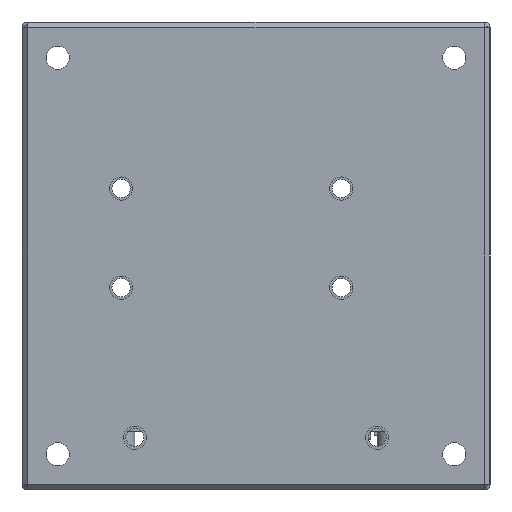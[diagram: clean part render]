
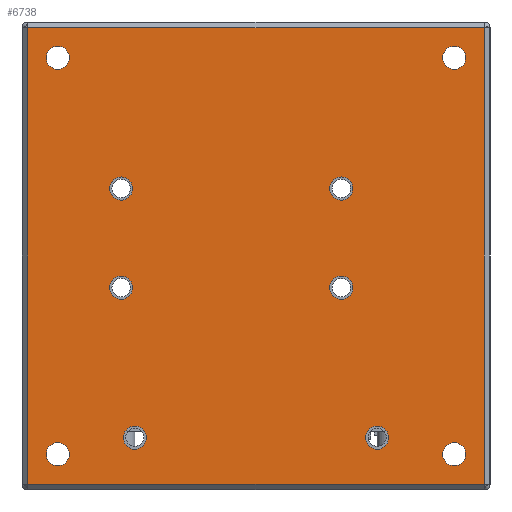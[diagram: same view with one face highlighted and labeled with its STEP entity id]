
A CAD part, left-side view. The second image highlights one B-rep face of the part: STEP entity #6738.
In plain terms, the highlighted face is planar.
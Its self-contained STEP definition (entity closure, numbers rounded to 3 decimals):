
#6462 = VERTEX_POINT('',#6463);
#6463 = CARTESIAN_POINT('',(41.5,0.,82.5));
#6469 = EDGE_CURVE('',#6462,#6470,#6472,.T.);
#6470 = VERTEX_POINT('',#6471);
#6471 = CARTESIAN_POINT('',(-41.5,0.,82.5));
#6472 = LINE('',#6473,#6474);
#6473 = CARTESIAN_POINT('',(41.5,0.,82.5));
#6474 = VECTOR('',#6475,1.);
#6475 = DIRECTION('',(-1.,-0.,-0.));
#6738 = ADVANCED_FACE('',(#6739,#6764,#6775,#6786,#6797,#6808,#6819,
    #6830,#6841,#6852,#6863),#6874,.T.);
#6739 = FACE_BOUND('',#6740,.T.);
#6740 = EDGE_LOOP('',(#6741,#6749,#6757,#6763));
#6741 = ORIENTED_EDGE('',*,*,#6742,.F.);
#6742 = EDGE_CURVE('',#6743,#6462,#6745,.T.);
#6743 = VERTEX_POINT('',#6744);
#6744 = CARTESIAN_POINT('',(41.5,0.,-0.5));
#6745 = LINE('',#6746,#6747);
#6746 = CARTESIAN_POINT('',(41.5,0.,-0.5));
#6747 = VECTOR('',#6748,1.);
#6748 = DIRECTION('',(0.,0.,1.));
#6749 = ORIENTED_EDGE('',*,*,#6750,.F.);
#6750 = EDGE_CURVE('',#6751,#6743,#6753,.T.);
#6751 = VERTEX_POINT('',#6752);
#6752 = CARTESIAN_POINT('',(-41.5,0.,-0.5));
#6753 = LINE('',#6754,#6755);
#6754 = CARTESIAN_POINT('',(-41.5,0.,-0.5));
#6755 = VECTOR('',#6756,1.);
#6756 = DIRECTION('',(1.,0.,0.));
#6757 = ORIENTED_EDGE('',*,*,#6758,.F.);
#6758 = EDGE_CURVE('',#6470,#6751,#6759,.T.);
#6759 = LINE('',#6760,#6761);
#6760 = CARTESIAN_POINT('',(-41.5,0.,82.5));
#6761 = VECTOR('',#6762,1.);
#6762 = DIRECTION('',(-0.,-0.,-1.));
#6763 = ORIENTED_EDGE('',*,*,#6469,.F.);
#6764 = FACE_BOUND('',#6765,.T.);
#6765 = EDGE_LOOP('',(#6766));
#6766 = ORIENTED_EDGE('',*,*,#6767,.T.);
#6767 = EDGE_CURVE('',#6768,#6768,#6770,.T.);
#6768 = VERTEX_POINT('',#6769);
#6769 = CARTESIAN_POINT('',(26.6,0.,53.25));
#6770 = CIRCLE('',#6771,2.1);
#6771 = AXIS2_PLACEMENT_3D('',#6772,#6773,#6774);
#6772 = CARTESIAN_POINT('',(24.5,0.,53.25));
#6773 = DIRECTION('',(0.,-1.,0.));
#6774 = DIRECTION('',(1.,0.,0.));
#6775 = FACE_BOUND('',#6776,.T.);
#6776 = EDGE_LOOP('',(#6777));
#6777 = ORIENTED_EDGE('',*,*,#6778,.T.);
#6778 = EDGE_CURVE('',#6779,#6779,#6781,.T.);
#6779 = VERTEX_POINT('',#6780);
#6780 = CARTESIAN_POINT('',(26.6,0.,35.25));
#6781 = CIRCLE('',#6782,2.1);
#6782 = AXIS2_PLACEMENT_3D('',#6783,#6784,#6785);
#6783 = CARTESIAN_POINT('',(24.5,0.,35.25));
#6784 = DIRECTION('',(0.,-1.,0.));
#6785 = DIRECTION('',(1.,0.,0.));
#6786 = FACE_BOUND('',#6787,.T.);
#6787 = EDGE_LOOP('',(#6788));
#6788 = ORIENTED_EDGE('',*,*,#6789,.T.);
#6789 = EDGE_CURVE('',#6790,#6790,#6792,.T.);
#6790 = VERTEX_POINT('',#6791);
#6791 = CARTESIAN_POINT('',(-13.4,0.,35.25));
#6792 = CIRCLE('',#6793,2.1);
#6793 = AXIS2_PLACEMENT_3D('',#6794,#6795,#6796);
#6794 = CARTESIAN_POINT('',(-15.5,0.,35.25));
#6795 = DIRECTION('',(0.,-1.,0.));
#6796 = DIRECTION('',(1.,0.,0.));
#6797 = FACE_BOUND('',#6798,.T.);
#6798 = EDGE_LOOP('',(#6799));
#6799 = ORIENTED_EDGE('',*,*,#6800,.T.);
#6800 = EDGE_CURVE('',#6801,#6801,#6803,.T.);
#6801 = VERTEX_POINT('',#6802);
#6802 = CARTESIAN_POINT('',(-13.4,0.,53.25));
#6803 = CIRCLE('',#6804,2.1);
#6804 = AXIS2_PLACEMENT_3D('',#6805,#6806,#6807);
#6805 = CARTESIAN_POINT('',(-15.5,0.,53.25));
#6806 = DIRECTION('',(0.,-1.,0.));
#6807 = DIRECTION('',(1.,0.,0.));
#6808 = FACE_BOUND('',#6809,.T.);
#6809 = EDGE_LOOP('',(#6810));
#6810 = ORIENTED_EDGE('',*,*,#6811,.T.);
#6811 = EDGE_CURVE('',#6812,#6812,#6814,.T.);
#6812 = VERTEX_POINT('',#6813);
#6813 = CARTESIAN_POINT('',(24.1,0.,8.));
#6814 = CIRCLE('',#6815,2.1);
#6815 = AXIS2_PLACEMENT_3D('',#6816,#6817,#6818);
#6816 = CARTESIAN_POINT('',(22.,0.,8.));
#6817 = DIRECTION('',(0.,-1.,0.));
#6818 = DIRECTION('',(1.,0.,0.));
#6819 = FACE_BOUND('',#6820,.T.);
#6820 = EDGE_LOOP('',(#6821));
#6821 = ORIENTED_EDGE('',*,*,#6822,.T.);
#6822 = EDGE_CURVE('',#6823,#6823,#6825,.T.);
#6823 = VERTEX_POINT('',#6824);
#6824 = CARTESIAN_POINT('',(-19.9,0.,8.));
#6825 = CIRCLE('',#6826,2.1);
#6826 = AXIS2_PLACEMENT_3D('',#6827,#6828,#6829);
#6827 = CARTESIAN_POINT('',(-22.,0.,8.));
#6828 = DIRECTION('',(0.,-1.,0.));
#6829 = DIRECTION('',(1.,0.,0.));
#6830 = FACE_BOUND('',#6831,.T.);
#6831 = EDGE_LOOP('',(#6832));
#6832 = ORIENTED_EDGE('',*,*,#6833,.T.);
#6833 = EDGE_CURVE('',#6834,#6834,#6836,.T.);
#6834 = VERTEX_POINT('',#6835);
#6835 = CARTESIAN_POINT('',(38.1,0.,5.));
#6836 = CIRCLE('',#6837,2.1);
#6837 = AXIS2_PLACEMENT_3D('',#6838,#6839,#6840);
#6838 = CARTESIAN_POINT('',(36.,0.,5.));
#6839 = DIRECTION('',(0.,-1.,0.));
#6840 = DIRECTION('',(1.,0.,0.));
#6841 = FACE_BOUND('',#6842,.T.);
#6842 = EDGE_LOOP('',(#6843));
#6843 = ORIENTED_EDGE('',*,*,#6844,.T.);
#6844 = EDGE_CURVE('',#6845,#6845,#6847,.T.);
#6845 = VERTEX_POINT('',#6846);
#6846 = CARTESIAN_POINT('',(-33.9,0.,5.));
#6847 = CIRCLE('',#6848,2.1);
#6848 = AXIS2_PLACEMENT_3D('',#6849,#6850,#6851);
#6849 = CARTESIAN_POINT('',(-36.,0.,5.));
#6850 = DIRECTION('',(0.,-1.,0.));
#6851 = DIRECTION('',(1.,0.,0.));
#6852 = FACE_BOUND('',#6853,.T.);
#6853 = EDGE_LOOP('',(#6854));
#6854 = ORIENTED_EDGE('',*,*,#6855,.T.);
#6855 = EDGE_CURVE('',#6856,#6856,#6858,.T.);
#6856 = VERTEX_POINT('',#6857);
#6857 = CARTESIAN_POINT('',(-33.9,0.,77.));
#6858 = CIRCLE('',#6859,2.1);
#6859 = AXIS2_PLACEMENT_3D('',#6860,#6861,#6862);
#6860 = CARTESIAN_POINT('',(-36.,0.,77.));
#6861 = DIRECTION('',(0.,-1.,0.));
#6862 = DIRECTION('',(1.,0.,0.));
#6863 = FACE_BOUND('',#6864,.T.);
#6864 = EDGE_LOOP('',(#6865));
#6865 = ORIENTED_EDGE('',*,*,#6866,.T.);
#6866 = EDGE_CURVE('',#6867,#6867,#6869,.T.);
#6867 = VERTEX_POINT('',#6868);
#6868 = CARTESIAN_POINT('',(38.1,0.,77.));
#6869 = CIRCLE('',#6870,2.1);
#6870 = AXIS2_PLACEMENT_3D('',#6871,#6872,#6873);
#6871 = CARTESIAN_POINT('',(36.,0.,77.));
#6872 = DIRECTION('',(0.,-1.,0.));
#6873 = DIRECTION('',(1.,0.,0.));
#6874 = PLANE('',#6875);
#6875 = AXIS2_PLACEMENT_3D('',#6876,#6877,#6878);
#6876 = CARTESIAN_POINT('',(0.437,0.,39.712));
#6877 = DIRECTION('',(0.,1.,0.));
#6878 = DIRECTION('',(0.,0.,1.));
